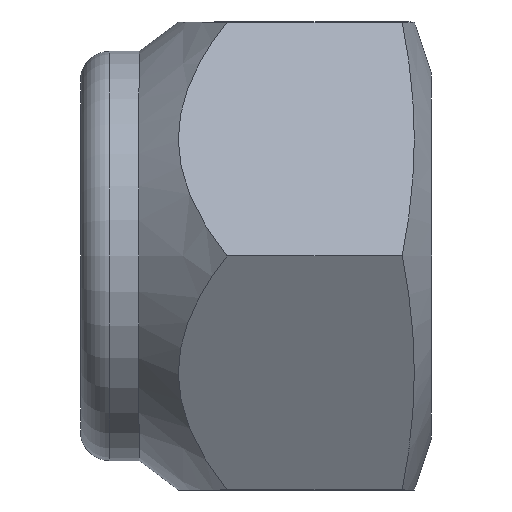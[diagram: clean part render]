
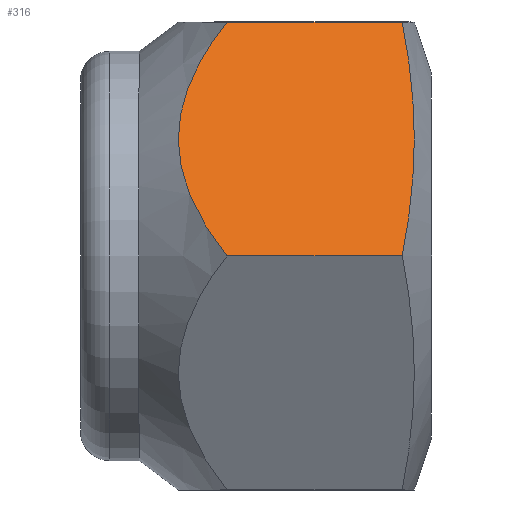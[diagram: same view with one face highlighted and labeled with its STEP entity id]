
A CAD part, left-side view. The second image highlights one B-rep face of the part: STEP entity #316.
In plain terms, the highlighted planar face has unit normal (-0.866, 0, 0.5).
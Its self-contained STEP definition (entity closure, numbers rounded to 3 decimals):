
#29 = CARTESIAN_POINT ( 'NONE',  ( -4.619, 0.5, 0. ) ) ;
#47 = CARTESIAN_POINT ( 'NONE',  ( -2.763, 4.015, 3.214 ) ) ;
#55 = CARTESIAN_POINT ( 'NONE',  ( -2.309, 5., 4. ) ) ;
#69 = CARTESIAN_POINT ( 'NONE',  ( -2.694, 0.372, 3.333 ) ) ;
#119 = CARTESIAN_POINT ( 'NONE',  ( -2.309, 0.5, 4. ) ) ;
#127 = CARTESIAN_POINT ( 'NONE',  ( -4.619, 0.5, 0. ) ) ;
#145 = CARTESIAN_POINT ( 'NONE',  ( -3.676, 4.306, 1.633 ) ) ;
#149 = B_SPLINE_CURVE_WITH_KNOTS ( 'NONE', 3,
 ( #119, #69, #323, #518, #127 ),
 .UNSPECIFIED., .F., .F.,
 ( 4, 1, 4 ),
 ( 0., 0.002, 0.005 ),
 .UNSPECIFIED. ) ;
#154 = DIRECTION ( 'NONE',  ( 0.866, 0., -0.5 ) ) ;
#158 = CARTESIAN_POINT ( 'NONE',  ( -2.309, 3.5, 4. ) ) ;
#171 = CARTESIAN_POINT ( 'NONE',  ( -4.619, 3.5, 0. ) ) ;
#190 = ORIENTED_EDGE ( 'NONE', *, *, #280, .F. ) ;
#214 = VECTOR ( 'NONE', #651, 1000. ) ;
#221 = ORIENTED_EDGE ( 'NONE', *, *, #648, .T. ) ;
#226 = CARTESIAN_POINT ( 'NONE',  ( -4.446, 3.731, 0.299 ) ) ;
#240 = EDGE_LOOP ( 'NONE', ( #409, #221, #190, #348 ) ) ;
#241 = VERTEX_POINT ( 'NONE', #29 ) ;
#245 = CARTESIAN_POINT ( 'NONE',  ( -3.057, 4.226, 2.706 ) ) ;
#251 = CARTESIAN_POINT ( 'NONE',  ( -2.485, 3.726, 3.696 ) ) ;
#270 = CARTESIAN_POINT ( 'NONE',  ( -4.619, 3.5, 0. ) ) ;
#274 = AXIS2_PLACEMENT_3D ( 'NONE', #606, #154, #503 ) ;
#280 = EDGE_CURVE ( 'NONE', #469, #241, #149, .T. ) ;
#283 = VERTEX_POINT ( 'NONE', #270 ) ;
#295 = CARTESIAN_POINT ( 'NONE',  ( -3.366, 4.33, 2.17 ) ) ;
#305 = EDGE_CURVE ( 'NONE', #471, #469, #532, .T. ) ;
#316 = ADVANCED_FACE ( 'NONE', ( #500 ), #395, .F. ) ;
#323 = CARTESIAN_POINT ( 'NONE',  ( -3.464, 0.216, 2. ) ) ;
#327 = CARTESIAN_POINT ( 'NONE',  ( -2.309, 3.5, 4. ) ) ;
#347 = LINE ( 'NONE', #494, #547 ) ;
#348 = ORIENTED_EDGE ( 'NONE', *, *, #305, .F. ) ;
#395 = PLANE ( 'NONE',  #274 ) ;
#396 = DIRECTION ( 'NONE',  ( 0., -1., 0. ) ) ;
#398 = CARTESIAN_POINT ( 'NONE',  ( -3.573, 4.329, 1.812 ) ) ;
#409 = ORIENTED_EDGE ( 'NONE', *, *, #528, .F. ) ;
#416 = CARTESIAN_POINT ( 'NONE',  ( -2.309, 0.5, 4. ) ) ;
#469 = VERTEX_POINT ( 'NONE', #416 ) ;
#471 = VERTEX_POINT ( 'NONE', #327 ) ;
#494 = CARTESIAN_POINT ( 'NONE',  ( -4.619, 5., 0. ) ) ;
#499 = CARTESIAN_POINT ( 'NONE',  ( -2.957, 4.166, 2.878 ) ) ;
#500 = FACE_OUTER_BOUND ( 'NONE', #240, .T. ) ;
#503 = DIRECTION ( 'NONE',  ( -0.5, 0., -0.866 ) ) ;
#518 = CARTESIAN_POINT ( 'NONE',  ( -4.234, 0.372, 0.667 ) ) ;
#528 = EDGE_CURVE ( 'NONE', #283, #471, #595, .T. ) ;
#532 = LINE ( 'NONE', #55, #214 ) ;
#541 = CARTESIAN_POINT ( 'NONE',  ( -3.881, 4.221, 1.278 ) ) ;
#547 = VECTOR ( 'NONE', #396, 1000. ) ;
#553 = CARTESIAN_POINT ( 'NONE',  ( -2.396, 3.616, 3.85 ) ) ;
#575 = CARTESIAN_POINT ( 'NONE',  ( -4.267, 3.934, 0.609 ) ) ;
#595 = B_SPLINE_CURVE_WITH_KNOTS ( 'NONE', 3,
 ( #171, #226, #575, #598, #541, #145, #398, #295, #602, #245, #499, #47, #650, #251, #553, #158 ),
 .UNSPECIFIED., .F., .F.,
 ( 4, 2, 2, 2, 2, 2, 2, 4 ),
 ( 0., 0.001, 0.002, 0.002, 0.003, 0.004, 0.004, 0.005 ),
 .UNSPECIFIED. ) ;
#598 = CARTESIAN_POINT ( 'NONE',  ( -3.98, 4.159, 1.106 ) ) ;
#602 = CARTESIAN_POINT ( 'NONE',  ( -3.261, 4.309, 2.352 ) ) ;
#606 = CARTESIAN_POINT ( 'NONE',  ( -4.619, 5., 0. ) ) ;
#648 = EDGE_CURVE ( 'NONE', #283, #241, #347, .T. ) ;
#650 = CARTESIAN_POINT ( 'NONE',  ( -2.668, 3.925, 3.378 ) ) ;
#651 = DIRECTION ( 'NONE',  ( 0., -1., 0. ) ) ;
